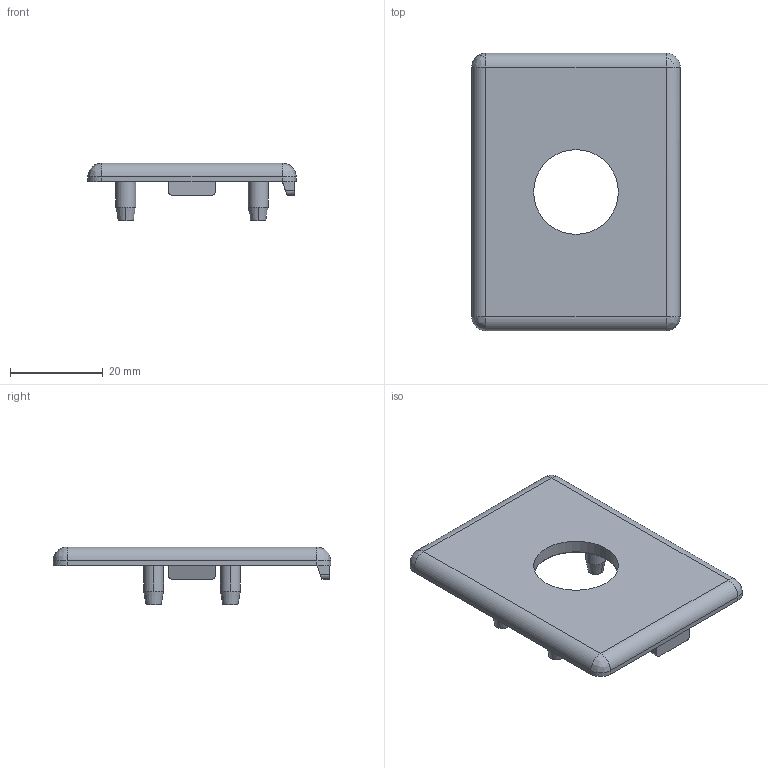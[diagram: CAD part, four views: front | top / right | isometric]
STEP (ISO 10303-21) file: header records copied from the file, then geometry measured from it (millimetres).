
FILE_DESCRIPTION (( 'STEP AP203' ), '1' );
FILE_NAME ('411191094.STEP', '2022-08-26T15:40:41', ( '' ), ( '' ), 'SwSTEP 2.0', 'SolidWorks 2014', '' );
FILE_SCHEMA (( 'CONFIG_CONTROL_DESIGN' ));
Length unit declared in the file: millimetre
Products named in the file (1): 411191094
Bounding box: 45 x 60 x 12.5 mm (x, y, z)
Volume: 8131 mm3; surface area: 6339 mm2
Topology: 1 solids, 1 shells, 75 faces, 190 edges, 118 vertices
Faces by surface type: cylinder 26, plane 25, bspline 16, cone 8
Entity records: 2777 total; most frequent: CARTESIAN_POINT 946, DIRECTION 372, ORIENTED_EDGE 372, EDGE_CURVE 186, AXIS2_PLACEMENT_3D 144, VERTEX_POINT 118, CIRCLE 84, VECTOR 84
